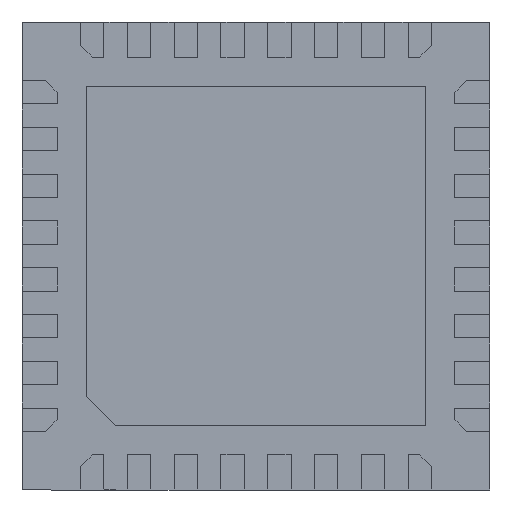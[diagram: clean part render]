
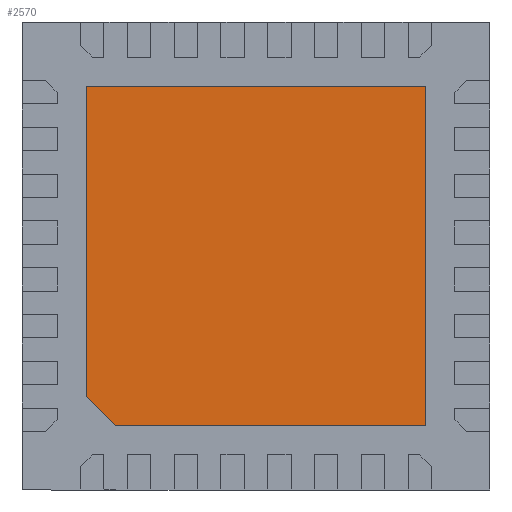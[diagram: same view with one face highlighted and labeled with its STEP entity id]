
A CAD part, front view. The second image highlights one B-rep face of the part: STEP entity #2570.
In plain terms, the highlighted planar face has unit normal (0, -1, 0).
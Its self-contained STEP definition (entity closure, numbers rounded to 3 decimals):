
#84 = ORIENTED_EDGE ( 'NONE', *, *, #8430, .T. ) ;
#189 = EDGE_LOOP ( 'NONE', ( #1633, #8904, #9848, #8807, #84 ) ) ;
#553 = LINE ( 'NONE', #5282, #2071 ) ;
#1150 = VECTOR ( 'NONE', #8207, 1000. ) ;
#1565 = LINE ( 'NONE', #4868, #1150 ) ;
#1633 = ORIENTED_EDGE ( 'NONE', *, *, #5112, .T. ) ;
#1832 = CARTESIAN_POINT ( 'NONE',  ( 1.45, 0., 1.45 ) ) ;
#2071 = VECTOR ( 'NONE', #7803, 1000. ) ;
#2570 = ADVANCED_FACE ( 'NONE', ( #6568 ), #4060, .T. ) ;
#2864 = VERTEX_POINT ( 'NONE', #4794 ) ;
#2874 = CARTESIAN_POINT ( 'NONE',  ( -1.45, 0., -1.45 ) ) ;
#3021 = CARTESIAN_POINT ( 'NONE',  ( -1.45, 0., 1.45 ) ) ;
#3068 = CARTESIAN_POINT ( 'NONE',  ( -1.325, 0., -1.325 ) ) ;
#3181 = DIRECTION ( 'NONE',  ( 0.707, 0., -0.707 ) ) ;
#3193 = DIRECTION ( 'NONE',  ( 0., 0., -1. ) ) ;
#3340 = VERTEX_POINT ( 'NONE', #8995 ) ;
#3361 = CARTESIAN_POINT ( 'NONE',  ( 0., 0., 0. ) ) ;
#3472 = VECTOR ( 'NONE', #4283, 1000. ) ;
#3714 = LINE ( 'NONE', #3068, #6087 ) ;
#4060 = PLANE ( 'NONE',  #6067 ) ;
#4283 = DIRECTION ( 'NONE',  ( -1., 0., 0. ) ) ;
#4794 = CARTESIAN_POINT ( 'NONE',  ( 1.45, 0., -1.45 ) ) ;
#4868 = CARTESIAN_POINT ( 'NONE',  ( 1.45, 0., -1.45 ) ) ;
#5026 = DIRECTION ( 'NONE',  ( 0., -1., 0. ) ) ;
#5112 = EDGE_CURVE ( 'NONE', #7489, #7179, #10651, .T. ) ;
#5242 = LINE ( 'NONE', #1832, #3472 ) ;
#5282 = CARTESIAN_POINT ( 'NONE',  ( 1.45, 0., -1.45 ) ) ;
#6067 = AXIS2_PLACEMENT_3D ( 'NONE', #3361, #5026, #9955 ) ;
#6087 = VECTOR ( 'NONE', #3181, 1000. ) ;
#6568 = FACE_OUTER_BOUND ( 'NONE', #189, .T. ) ;
#7179 = VERTEX_POINT ( 'NONE', #8741 ) ;
#7328 = EDGE_CURVE ( 'NONE', #2864, #3340, #1565, .T. ) ;
#7489 = VERTEX_POINT ( 'NONE', #3021 ) ;
#7803 = DIRECTION ( 'NONE',  ( 1., 0., 0. ) ) ;
#8164 = CARTESIAN_POINT ( 'NONE',  ( -1.2, 0., -1.45 ) ) ;
#8207 = DIRECTION ( 'NONE',  ( 0., 0., 1. ) ) ;
#8430 = EDGE_CURVE ( 'NONE', #3340, #7489, #5242, .T. ) ;
#8741 = CARTESIAN_POINT ( 'NONE',  ( -1.45, 0., -1.2 ) ) ;
#8807 = ORIENTED_EDGE ( 'NONE', *, *, #7328, .T. ) ;
#8904 = ORIENTED_EDGE ( 'NONE', *, *, #9231, .T. ) ;
#8907 = EDGE_CURVE ( 'NONE', #10573, #2864, #553, .T. ) ;
#8995 = CARTESIAN_POINT ( 'NONE',  ( 1.45, 0., 1.45 ) ) ;
#9225 = VECTOR ( 'NONE', #3193, 1000. ) ;
#9231 = EDGE_CURVE ( 'NONE', #7179, #10573, #3714, .T. ) ;
#9848 = ORIENTED_EDGE ( 'NONE', *, *, #8907, .T. ) ;
#9955 = DIRECTION ( 'NONE',  ( 0., 0., -1. ) ) ;
#10573 = VERTEX_POINT ( 'NONE', #8164 ) ;
#10651 = LINE ( 'NONE', #2874, #9225 ) ;
